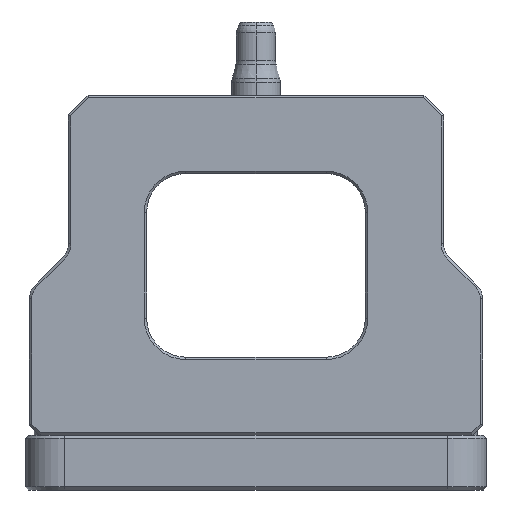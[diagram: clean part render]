
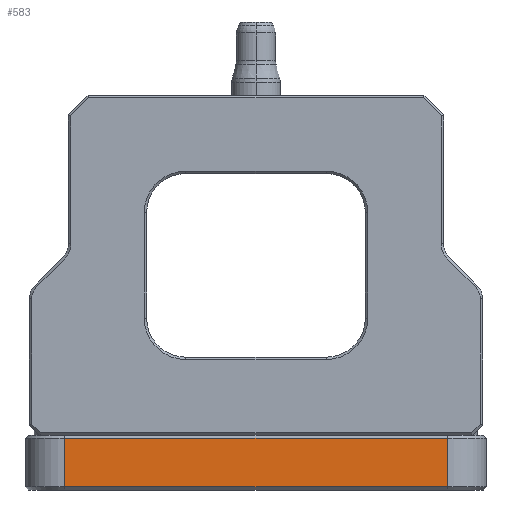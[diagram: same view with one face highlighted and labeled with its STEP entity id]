
A CAD part, front view. The second image highlights one B-rep face of the part: STEP entity #583.
In plain terms, the highlighted planar face has unit normal (0, -1, 0).
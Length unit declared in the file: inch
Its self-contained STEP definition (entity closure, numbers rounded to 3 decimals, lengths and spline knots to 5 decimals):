
#90 = CARTESIAN_POINT ( 'NONE',  ( -2.95, -5., -0.7 ) ) ;
#136 = EDGE_CURVE ( 'NONE', #5164, #4199, #1467, .T. ) ;
#363 = DIRECTION ( 'NONE',  ( 0., 0., 1. ) ) ;
#555 = VERTEX_POINT ( 'NONE', #4752 ) ;
#583 = ADVANCED_FACE ( 'NONE', ( #814 ), #1501, .F. ) ;
#623 = DIRECTION ( 'NONE',  ( -1., 0., 0. ) ) ;
#809 = VECTOR ( 'NONE', #363, 39.37008 ) ;
#814 = FACE_OUTER_BOUND ( 'NONE', #7615, .T. ) ;
#1089 = DIRECTION ( 'NONE',  ( 1., 0., 0. ) ) ;
#1241 = CARTESIAN_POINT ( 'NONE',  ( -2.45, -5., -0.66 ) ) ;
#1348 = CARTESIAN_POINT ( 'NONE',  ( -2.45, -5., -0.7 ) ) ;
#1467 = LINE ( 'NONE', #1348, #4188 ) ;
#1501 = PLANE ( 'NONE',  #3765 ) ;
#1856 = ORIENTED_EDGE ( 'NONE', *, *, #8526, .T. ) ;
#2806 = DIRECTION ( 'NONE',  ( 0., 1., 0. ) ) ;
#2982 = CARTESIAN_POINT ( 'NONE',  ( -2.45, -5., -0.04 ) ) ;
#3765 = AXIS2_PLACEMENT_3D ( 'NONE', #90, #2806, #5493 ) ;
#4009 = ORIENTED_EDGE ( 'NONE', *, *, #136, .T. ) ;
#4188 = VECTOR ( 'NONE', #4720, 39.37008 ) ;
#4199 = VERTEX_POINT ( 'NONE', #1241 ) ;
#4248 = LINE ( 'NONE', #7025, #809 ) ;
#4368 = LINE ( 'NONE', #7058, #5416 ) ;
#4720 = DIRECTION ( 'NONE',  ( 0., 0., -1. ) ) ;
#4752 = CARTESIAN_POINT ( 'NONE',  ( 2.45, -5., -0.66 ) ) ;
#4993 = ORIENTED_EDGE ( 'NONE', *, *, #6849, .T. ) ;
#5164 = VERTEX_POINT ( 'NONE', #2982 ) ;
#5416 = VECTOR ( 'NONE', #1089, 39.37008 ) ;
#5493 = DIRECTION ( 'NONE',  ( 1., 0., 0. ) ) ;
#6394 = ORIENTED_EDGE ( 'NONE', *, *, #8404, .T. ) ;
#6619 = LINE ( 'NONE', #8515, #8102 ) ;
#6690 = CARTESIAN_POINT ( 'NONE',  ( 2.45, -5., -0.04 ) ) ;
#6849 = EDGE_CURVE ( 'NONE', #4199, #555, #4368, .T. ) ;
#7025 = CARTESIAN_POINT ( 'NONE',  ( 2.45, -5., -0.7 ) ) ;
#7058 = CARTESIAN_POINT ( 'NONE',  ( 2.45, -5., -0.66 ) ) ;
#7615 = EDGE_LOOP ( 'NONE', ( #6394, #1856, #4009, #4993 ) ) ;
#8102 = VECTOR ( 'NONE', #623, 39.37008 ) ;
#8200 = VERTEX_POINT ( 'NONE', #6690 ) ;
#8404 = EDGE_CURVE ( 'NONE', #555, #8200, #4248, .T. ) ;
#8515 = CARTESIAN_POINT ( 'NONE',  ( -2.95, -5., -0.04 ) ) ;
#8526 = EDGE_CURVE ( 'NONE', #8200, #5164, #6619, .T. ) ;
